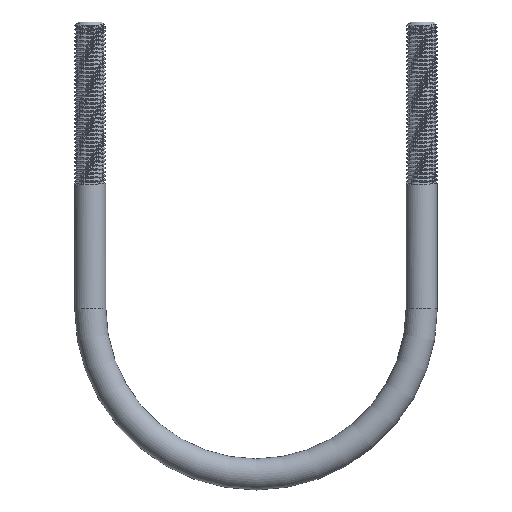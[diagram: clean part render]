
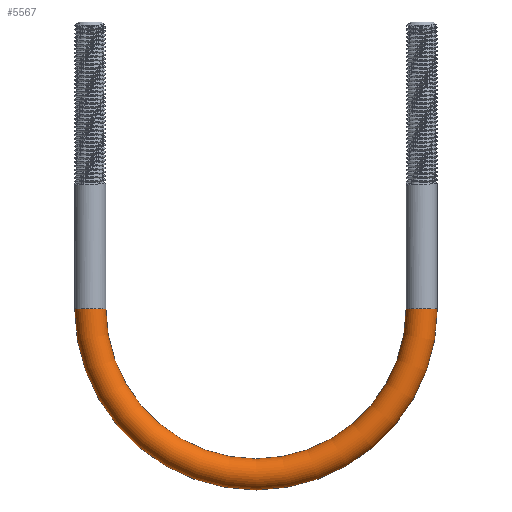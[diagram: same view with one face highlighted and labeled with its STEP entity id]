
A CAD part, front view. The second image highlights one B-rep face of the part: STEP entity #5567.
In plain terms, the highlighted toroidal (fillet/blend) face has major radius 42.5 mm and minor radius 4 mm.
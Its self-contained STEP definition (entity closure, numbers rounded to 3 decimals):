
#173 = VERTEX_POINT ( 'NONE', #18236 ) ;
#188 = DIRECTION ( 'NONE',  ( 0., 1., 0. ) ) ;
#602 = CIRCLE ( 'NONE', #10563, 4. ) ;
#786 = EDGE_LOOP ( 'NONE', ( #1304, #18527, #16694, #5386 ) ) ;
#1304 = ORIENTED_EDGE ( 'NONE', *, *, #8796, .F. ) ;
#1416 = AXIS2_PLACEMENT_3D ( 'NONE', #1422, #10204, #2729 ) ;
#1422 = CARTESIAN_POINT ( 'NONE',  ( 26., 0., -145.142 ) ) ;
#2359 = CARTESIAN_POINT ( 'NONE',  ( 72.5, 0., -145.142 ) ) ;
#2729 = DIRECTION ( 'NONE',  ( 0., 0., 1. ) ) ;
#3537 = DIRECTION ( 'NONE',  ( -1., 0., 0. ) ) ;
#4097 = CARTESIAN_POINT ( 'NONE',  ( -20.5, 0., -145.142 ) ) ;
#4127 = TOROIDAL_SURFACE ( 'NONE', #1416, 42.5, 4. ) ;
#5386 = ORIENTED_EDGE ( 'NONE', *, *, #10311, .T. ) ;
#5567 = ADVANCED_FACE ( 'NONE', ( #14359 ), #4127, .T. ) ;
#5952 = DIRECTION ( 'NONE',  ( 0., 0., 1. ) ) ;
#6469 = EDGE_CURVE ( 'NONE', #173, #10632, #7171, .T. ) ;
#6584 = CIRCLE ( 'NONE', #17110, 46.5 ) ;
#7171 = CIRCLE ( 'NONE', #17732, 38.5 ) ;
#8796 = EDGE_CURVE ( 'NONE', #8991, #15474, #6584, .T. ) ;
#8901 = DIRECTION ( 'NONE',  ( 0., 1., 0. ) ) ;
#8991 = VERTEX_POINT ( 'NONE', #2359 ) ;
#9280 = DIRECTION ( 'NONE',  ( 0., 0., 1. ) ) ;
#10204 = DIRECTION ( 'NONE',  ( 0., 1., 0. ) ) ;
#10307 = CARTESIAN_POINT ( 'NONE',  ( 26., 0., -145.142 ) ) ;
#10311 = EDGE_CURVE ( 'NONE', #10632, #15474, #602, .T. ) ;
#10355 = CARTESIAN_POINT ( 'NONE',  ( -16.5, 0., -145.142 ) ) ;
#10563 = AXIS2_PLACEMENT_3D ( 'NONE', #10355, #16492, #3537 ) ;
#10632 = VERTEX_POINT ( 'NONE', #14645 ) ;
#11464 = DIRECTION ( 'NONE',  ( 1., 0., 0. ) ) ;
#12780 = DIRECTION ( 'NONE',  ( 0., 0., 1. ) ) ;
#13320 = AXIS2_PLACEMENT_3D ( 'NONE', #17220, #12780, #11464 ) ;
#14359 = FACE_OUTER_BOUND ( 'NONE', #786, .T. ) ;
#14634 = CARTESIAN_POINT ( 'NONE',  ( 26., 0., -145.142 ) ) ;
#14645 = CARTESIAN_POINT ( 'NONE',  ( -12.5, 0., -145.142 ) ) ;
#15474 = VERTEX_POINT ( 'NONE', #4097 ) ;
#16492 = DIRECTION ( 'NONE',  ( 0., 0., -1. ) ) ;
#16694 = ORIENTED_EDGE ( 'NONE', *, *, #6469, .T. ) ;
#16920 = CIRCLE ( 'NONE', #13320, 4. ) ;
#17110 = AXIS2_PLACEMENT_3D ( 'NONE', #10307, #8901, #9280 ) ;
#17202 = EDGE_CURVE ( 'NONE', #173, #8991, #16920, .T. ) ;
#17220 = CARTESIAN_POINT ( 'NONE',  ( 68.5, 0., -145.142 ) ) ;
#17732 = AXIS2_PLACEMENT_3D ( 'NONE', #14634, #188, #5952 ) ;
#18236 = CARTESIAN_POINT ( 'NONE',  ( 64.5, 0., -145.142 ) ) ;
#18527 = ORIENTED_EDGE ( 'NONE', *, *, #17202, .F. ) ;
